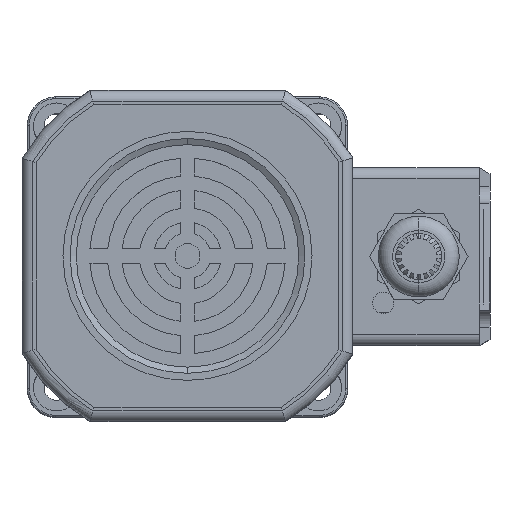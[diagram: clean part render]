
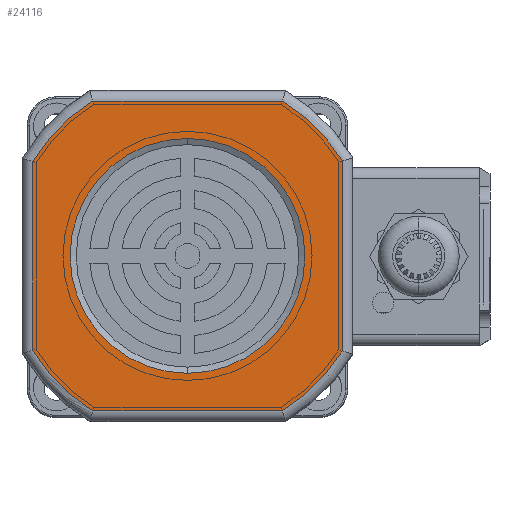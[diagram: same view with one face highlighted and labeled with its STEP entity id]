
A CAD part, top view. The second image highlights one B-rep face of the part: STEP entity #24116.
In plain terms, the highlighted face is planar.
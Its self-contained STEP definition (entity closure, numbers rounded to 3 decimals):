
#21 = CARTESIAN_POINT ( 'NONE',  ( 0., 0., 33. ) ) ;
#212 = AXIS2_PLACEMENT_3D ( 'NONE', #25345, #11284, #27654 ) ;
#339 = EDGE_CURVE ( 'NONE', #21409, #12060, #11817, .T. ) ;
#857 = CIRCLE ( 'NONE', #3776, 33. ) ;
#1562 = LINE ( 'NONE', #27063, #20345 ) ;
#1688 = LINE ( 'NONE', #2846, #25942 ) ;
#1867 = CARTESIAN_POINT ( 'NONE',  ( -26.572, 0., 43.5 ) ) ;
#2002 = CARTESIAN_POINT ( 'NONE',  ( 43.5, 0., -26.705 ) ) ;
#2240 = CARTESIAN_POINT ( 'NONE',  ( 0.05, 0., 0. ) ) ;
#2242 = CIRCLE ( 'NONE', #212, 51. ) ;
#2253 = FACE_OUTER_BOUND ( 'NONE', #11522, .T. ) ;
#2549 = VECTOR ( 'NONE', #15795, 1000. ) ;
#2846 = CARTESIAN_POINT ( 'NONE',  ( 43.5, 0., 0. ) ) ;
#3304 = DIRECTION ( 'NONE',  ( 0., -1., 0. ) ) ;
#3414 = ORIENTED_EDGE ( 'NONE', *, *, #17718, .T. ) ;
#3511 = EDGE_CURVE ( 'NONE', #24989, #16322, #27766, .T. ) ;
#3619 = CARTESIAN_POINT ( 'NONE',  ( 43.5, 0., 26.705 ) ) ;
#3676 = DIRECTION ( 'NONE',  ( 0., 1., 0. ) ) ;
#3776 = AXIS2_PLACEMENT_3D ( 'NONE', #22638, #8553, #24966 ) ;
#3958 = CARTESIAN_POINT ( 'NONE',  ( 0.05, 0., 43.5 ) ) ;
#4026 = LINE ( 'NONE', #3958, #2549 ) ;
#4509 = ORIENTED_EDGE ( 'NONE', *, *, #7669, .T. ) ;
#4597 = DIRECTION ( 'NONE',  ( 0., 0., 1. ) ) ;
#6177 = DIRECTION ( 'NONE',  ( 1., 0., 0. ) ) ;
#6226 = CARTESIAN_POINT ( 'NONE',  ( 0., 0., -33. ) ) ;
#6342 = CARTESIAN_POINT ( 'NONE',  ( 26.673, 0., 43.5 ) ) ;
#6703 = CARTESIAN_POINT ( 'NONE',  ( 0.05, 0., 0. ) ) ;
#7087 = VERTEX_POINT ( 'NONE', #3619 ) ;
#7116 = ORIENTED_EDGE ( 'NONE', *, *, #3511, .T. ) ;
#7117 = EDGE_CURVE ( 'NONE', #12060, #21409, #857, .T. ) ;
#7425 = AXIS2_PLACEMENT_3D ( 'NONE', #10662, #3676, #20134 ) ;
#7669 = EDGE_CURVE ( 'NONE', #16322, #29874, #1562, .T. ) ;
#8203 = ORIENTED_EDGE ( 'NONE', *, *, #22449, .T. ) ;
#8258 = EDGE_CURVE ( 'NONE', #12366, #24989, #4026, .T. ) ;
#8553 = DIRECTION ( 'NONE',  ( 0., -1., 0. ) ) ;
#8668 = VERTEX_POINT ( 'NONE', #17510 ) ;
#9055 = DIRECTION ( 'NONE',  ( 0., 0., 1. ) ) ;
#10052 = CIRCLE ( 'NONE', #28114, 51. ) ;
#10662 = CARTESIAN_POINT ( 'NONE',  ( 0.05, 0., 0. ) ) ;
#11284 = DIRECTION ( 'NONE',  ( 0., -1., 0. ) ) ;
#11522 = EDGE_LOOP ( 'NONE', ( #4509, #23261, #19252, #8203, #3414, #22191, #11873, #7116 ) ) ;
#11817 = CIRCLE ( 'NONE', #13855, 33. ) ;
#11846 = VERTEX_POINT ( 'NONE', #2002 ) ;
#11873 = ORIENTED_EDGE ( 'NONE', *, *, #8258, .T. ) ;
#12060 = VERTEX_POINT ( 'NONE', #21 ) ;
#12366 = VERTEX_POINT ( 'NONE', #6342 ) ;
#12967 = EDGE_CURVE ( 'NONE', #7087, #12366, #10052, .T. ) ;
#13671 = CARTESIAN_POINT ( 'NONE',  ( 0.05, 0., -43.5 ) ) ;
#13855 = AXIS2_PLACEMENT_3D ( 'NONE', #21934, #21836, #21732 ) ;
#14844 = ORIENTED_EDGE ( 'NONE', *, *, #339, .F. ) ;
#15399 = DIRECTION ( 'NONE',  ( 0., 0., -1. ) ) ;
#15497 = FACE_BOUND ( 'NONE', #18552, .T. ) ;
#15795 = DIRECTION ( 'NONE',  ( -1., 0., 0. ) ) ;
#16322 = VERTEX_POINT ( 'NONE', #20301 ) ;
#17193 = AXIS2_PLACEMENT_3D ( 'NONE', #17400, #3304, #19764 ) ;
#17400 = CARTESIAN_POINT ( 'NONE',  ( 0.05, 0., 0. ) ) ;
#17510 = CARTESIAN_POINT ( 'NONE',  ( 26.673, 0., -43.5 ) ) ;
#17677 = PLANE ( 'NONE',  #7425 ) ;
#17718 = EDGE_CURVE ( 'NONE', #11846, #7087, #1688, .T. ) ;
#18552 = EDGE_LOOP ( 'NONE', ( #14844, #27269 ) ) ;
#18695 = DIRECTION ( 'NONE',  ( 0., -1., 0. ) ) ;
#19252 = ORIENTED_EDGE ( 'NONE', *, *, #25547, .T. ) ;
#19764 = DIRECTION ( 'NONE',  ( 0., 0., 1. ) ) ;
#19843 = VECTOR ( 'NONE', #6177, 1000. ) ;
#20134 = DIRECTION ( 'NONE',  ( 0., 0., 1. ) ) ;
#20301 = CARTESIAN_POINT ( 'NONE',  ( -43.5, 0., 26.54 ) ) ;
#20345 = VECTOR ( 'NONE', #15399, 1000. ) ;
#21409 = VERTEX_POINT ( 'NONE', #6226 ) ;
#21732 = DIRECTION ( 'NONE',  ( 0., 0., -1. ) ) ;
#21836 = DIRECTION ( 'NONE',  ( 0., -1., 0. ) ) ;
#21934 = CARTESIAN_POINT ( 'NONE',  ( 0., 0., 0. ) ) ;
#22191 = ORIENTED_EDGE ( 'NONE', *, *, #12967, .T. ) ;
#22247 = CIRCLE ( 'NONE', #17193, 51. ) ;
#22449 = EDGE_CURVE ( 'NONE', #8668, #11846, #2242, .T. ) ;
#22638 = CARTESIAN_POINT ( 'NONE',  ( 0., 0., 0. ) ) ;
#23130 = DIRECTION ( 'NONE',  ( 0., -1., 0. ) ) ;
#23261 = ORIENTED_EDGE ( 'NONE', *, *, #30181, .T. ) ;
#23656 = CARTESIAN_POINT ( 'NONE',  ( -26.572, 0., -43.5 ) ) ;
#24116 = ADVANCED_FACE ( 'NONE', ( #2253, #15497 ), #17677, .F. ) ;
#24966 = DIRECTION ( 'NONE',  ( 0., 0., -1. ) ) ;
#24989 = VERTEX_POINT ( 'NONE', #1867 ) ;
#25158 = VERTEX_POINT ( 'NONE', #23656 ) ;
#25345 = CARTESIAN_POINT ( 'NONE',  ( 0.05, 0., 0. ) ) ;
#25547 = EDGE_CURVE ( 'NONE', #25158, #8668, #26050, .T. ) ;
#25942 = VECTOR ( 'NONE', #28557, 1000. ) ;
#26050 = LINE ( 'NONE', #13671, #19843 ) ;
#27063 = CARTESIAN_POINT ( 'NONE',  ( -43.5, 0., 0. ) ) ;
#27269 = ORIENTED_EDGE ( 'NONE', *, *, #7117, .F. ) ;
#27654 = DIRECTION ( 'NONE',  ( 0., 0., 1. ) ) ;
#27766 = CIRCLE ( 'NONE', #27817, 51. ) ;
#27817 = AXIS2_PLACEMENT_3D ( 'NONE', #2240, #18695, #4597 ) ;
#28114 = AXIS2_PLACEMENT_3D ( 'NONE', #6703, #23130, #9055 ) ;
#28557 = DIRECTION ( 'NONE',  ( 0., 0., 1. ) ) ;
#29874 = VERTEX_POINT ( 'NONE', #29876 ) ;
#29876 = CARTESIAN_POINT ( 'NONE',  ( -43.5, 0., -26.54 ) ) ;
#30181 = EDGE_CURVE ( 'NONE', #29874, #25158, #22247, .T. ) ;
